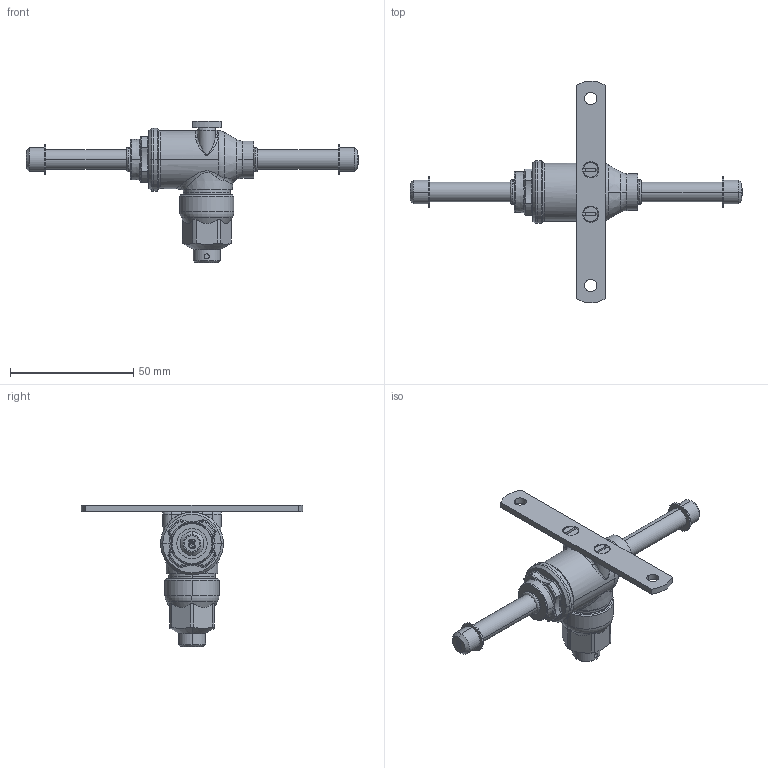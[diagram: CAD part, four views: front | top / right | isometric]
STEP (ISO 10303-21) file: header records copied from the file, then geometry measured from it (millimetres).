
FILE_DESCRIPTION((''),'2;1');
FILE_NAME('601017811_ASM','2021-01-07T12:50:56',('ArgeOpr'),(''),'CREO PARAMETRIC BY PTC INC, 2018400','CREO PARAMETRIC BY PTC INC, 2018400','');
FILE_SCHEMA(('CONFIG_CONTROL_DESIGN'));
Length unit declared in the file: millimetre
Products named in the file (17): 610607692; 612202003; 610617011; 610621803_ASM; 611213090; 602399221_ASM; 610601396; 610621804_ASM; 612217019; 610618127; 602399626_ASM; 610601312; 610801208; 612212001; 612222001; 602199017_ASM; 601017811_ASM
Assembly tree (20 placements, depth 4):
  601017811_ASM
    602399626_ASM
      610621803_ASM
        610607692
        612202003
        610617011
      602399221_ASM
        611213090
      610621804_ASM
        610601396
        612202003
        610617011
      612217019
      610618127
    610601312
    610801208  x2
    602199017_ASM
      612212001
      612222001  x2
Bounding box: 134.8 x 89.93 x 57.3 mm (x, y, z)
Volume: 37408.4 mm3; surface area: 23163.5 mm2
Topology: 15 solids, 25 shells, 727 faces, 1820 edges, 1185 vertices
Faces by surface type: extrusion 232, plane 181, cylinder 169, cone 88, bspline 30, torus 27
Entity records: 20017 total; most frequent: CARTESIAN_POINT 7461, ORIENTED_EDGE 2560, DIRECTION 2396, EDGE_CURVE 1296, AXIS2_PLACEMENT_3D 899, VERTEX_POINT 847, VECTOR 598, EDGE_LOOP 587
